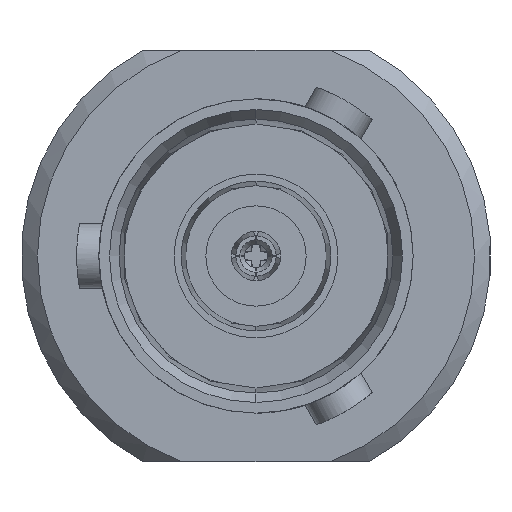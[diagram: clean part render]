
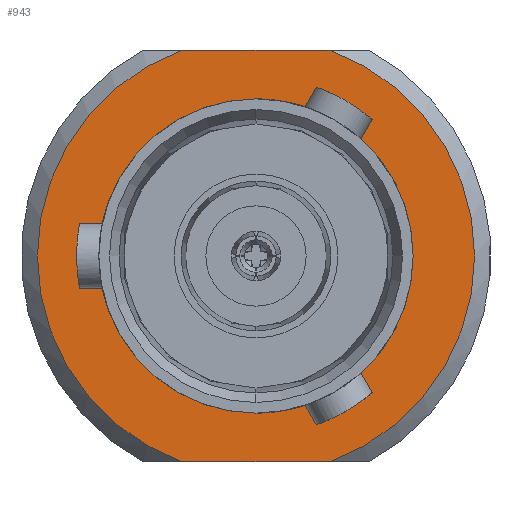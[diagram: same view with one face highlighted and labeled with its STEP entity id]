
A CAD part, left-side view. The second image highlights one B-rep face of the part: STEP entity #943.
In plain terms, the highlighted face is planar.
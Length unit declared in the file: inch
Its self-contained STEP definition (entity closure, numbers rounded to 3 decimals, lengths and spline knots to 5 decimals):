
#239 = EDGE_CURVE ( 'NONE', #6358, #12566, #8505, .T. ) ;
#569 = VECTOR ( 'NONE', #10666, 39.37008 ) ;
#659 = DIRECTION ( 'NONE',  ( 1., 0., 0. ) ) ;
#761 = PLANE ( 'NONE',  #11058 ) ;
#836 = FACE_BOUND ( 'NONE', #7743, .T. ) ;
#909 = FACE_OUTER_BOUND ( 'NONE', #11698, .T. ) ;
#933 = EDGE_CURVE ( 'NONE', #4302, #4097, #9635, .T. ) ;
#943 = ADVANCED_FACE ( 'NONE', ( #836, #909 ), #761, .F. ) ;
#964 = DIRECTION ( 'NONE',  ( 0., -1., 0. ) ) ;
#1206 = CIRCLE ( 'NONE', #13207, 0.191 ) ;
#1411 = CARTESIAN_POINT ( 'NONE',  ( -0.45276, 0.09012, 0.25 ) ) ;
#2707 = ORIENTED_EDGE ( 'NONE', *, *, #933, .F. ) ;
#2759 = DIRECTION ( 'NONE',  ( 0., 0., -1. ) ) ;
#2934 = DIRECTION ( 'NONE',  ( -1., 0., 0. ) ) ;
#3261 = CARTESIAN_POINT ( 'NONE',  ( -0.45276, 0., 0.191 ) ) ;
#4019 = VERTEX_POINT ( 'NONE', #11301 ) ;
#4097 = VERTEX_POINT ( 'NONE', #5884 ) ;
#4249 = CIRCLE ( 'NONE', #13020, 0.26575 ) ;
#4302 = VERTEX_POINT ( 'NONE', #3261 ) ;
#4977 = ORIENTED_EDGE ( 'NONE', *, *, #239, .T. ) ;
#5378 = EDGE_CURVE ( 'NONE', #7941, #6358, #5977, .T. ) ;
#5510 = DIRECTION ( 'NONE',  ( 0., 0., -1. ) ) ;
#5589 = CARTESIAN_POINT ( 'NONE',  ( -0.45276, 0.26575, 0.25 ) ) ;
#5718 = CARTESIAN_POINT ( 'NONE',  ( -0.45276, 0., 0. ) ) ;
#5884 = CARTESIAN_POINT ( 'NONE',  ( -0.45276, 0., -0.191 ) ) ;
#5977 = LINE ( 'NONE', #6267, #569 ) ;
#6267 = CARTESIAN_POINT ( 'NONE',  ( -0.45276, 0.26575, -0.25 ) ) ;
#6358 = VERTEX_POINT ( 'NONE', #12840 ) ;
#7310 = ORIENTED_EDGE ( 'NONE', *, *, #9350, .T. ) ;
#7743 = EDGE_LOOP ( 'NONE', ( #9727, #2707 ) ) ;
#7941 = VERTEX_POINT ( 'NONE', #9908 ) ;
#8261 = CARTESIAN_POINT ( 'NONE',  ( -0.45276, 0., 0. ) ) ;
#8276 = AXIS2_PLACEMENT_3D ( 'NONE', #10933, #13045, #5510 ) ;
#8505 = CIRCLE ( 'NONE', #8276, 0.26575 ) ;
#8585 = CARTESIAN_POINT ( 'NONE',  ( -0.45276, 0.26575, 0. ) ) ;
#9051 = DIRECTION ( 'NONE',  ( 1., 0., 0. ) ) ;
#9350 = EDGE_CURVE ( 'NONE', #12566, #4019, #10999, .T. ) ;
#9579 = DIRECTION ( 'NONE',  ( 0., 0., 1. ) ) ;
#9635 = CIRCLE ( 'NONE', #12176, 0.191 ) ;
#9727 = ORIENTED_EDGE ( 'NONE', *, *, #9809, .F. ) ;
#9809 = EDGE_CURVE ( 'NONE', #4097, #4302, #1206, .T. ) ;
#9908 = CARTESIAN_POINT ( 'NONE',  ( -0.45276, -0.09012, -0.25 ) ) ;
#10225 = CARTESIAN_POINT ( 'NONE',  ( -0.45276, 0., 0. ) ) ;
#10646 = VECTOR ( 'NONE', #964, 39.37008 ) ;
#10666 = DIRECTION ( 'NONE',  ( 0., 1., 0. ) ) ;
#10933 = CARTESIAN_POINT ( 'NONE',  ( -0.45276, 0., 0. ) ) ;
#10999 = LINE ( 'NONE', #5589, #10646 ) ;
#11058 = AXIS2_PLACEMENT_3D ( 'NONE', #8585, #2934, #9579 ) ;
#11301 = CARTESIAN_POINT ( 'NONE',  ( -0.45276, -0.09012, 0.25 ) ) ;
#11698 = EDGE_LOOP ( 'NONE', ( #13652, #12933, #4977, #7310 ) ) ;
#12176 = AXIS2_PLACEMENT_3D ( 'NONE', #5718, #9051, #13459 ) ;
#12271 = EDGE_CURVE ( 'NONE', #4019, #7941, #4249, .T. ) ;
#12456 = DIRECTION ( 'NONE',  ( 1., 0., 0. ) ) ;
#12566 = VERTEX_POINT ( 'NONE', #1411 ) ;
#12840 = CARTESIAN_POINT ( 'NONE',  ( -0.45276, 0.09012, -0.25 ) ) ;
#12933 = ORIENTED_EDGE ( 'NONE', *, *, #5378, .T. ) ;
#13020 = AXIS2_PLACEMENT_3D ( 'NONE', #8261, #659, #2759 ) ;
#13045 = DIRECTION ( 'NONE',  ( 1., 0., 0. ) ) ;
#13207 = AXIS2_PLACEMENT_3D ( 'NONE', #10225, #12456, #13771 ) ;
#13459 = DIRECTION ( 'NONE',  ( 0., 0., -1. ) ) ;
#13652 = ORIENTED_EDGE ( 'NONE', *, *, #12271, .T. ) ;
#13771 = DIRECTION ( 'NONE',  ( 0., 0., -1. ) ) ;
